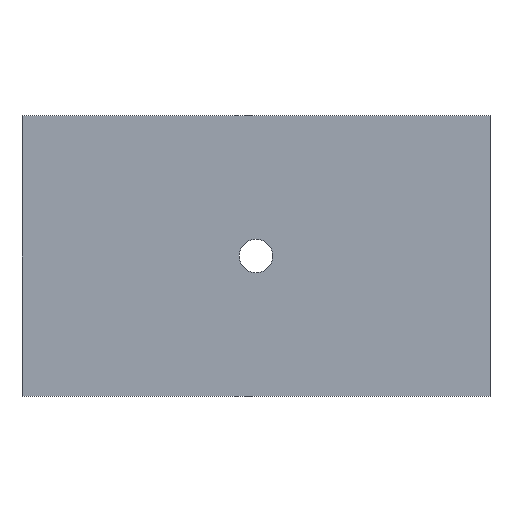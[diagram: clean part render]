
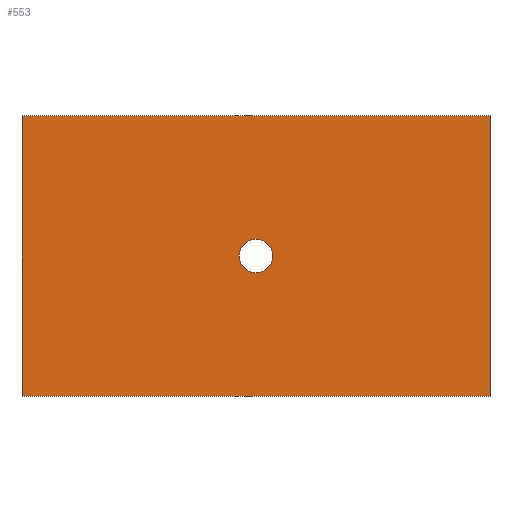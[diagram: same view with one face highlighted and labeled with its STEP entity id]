
A CAD part, front view. The second image highlights one B-rep face of the part: STEP entity #553.
In plain terms, the highlighted planar face has unit normal (0, -1, 0).
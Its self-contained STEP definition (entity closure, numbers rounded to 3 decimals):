
#50 = CARTESIAN_POINT ( 'NONE',  ( 0., 0., -90. ) ) ;
#94 = ORIENTED_EDGE ( 'NONE', *, *, #1269, .F. ) ;
#154 = DIRECTION ( 'NONE',  ( 0., 0., 1. ) ) ;
#250 = CARTESIAN_POINT ( 'NONE',  ( 150., 0., 0. ) ) ;
#280 = EDGE_CURVE ( 'NONE', #1446, #660, #1413, .T. ) ;
#300 = EDGE_CURVE ( 'NONE', #743, #1322, #1124, .T. ) ;
#301 = ORIENTED_EDGE ( 'NONE', *, *, #813, .F. ) ;
#305 = DIRECTION ( 'NONE',  ( 1., 0., 0. ) ) ;
#325 = AXIS2_PLACEMENT_3D ( 'NONE', #1078, #1247, #842 ) ;
#400 = VECTOR ( 'NONE', #857, 1000. ) ;
#442 = CARTESIAN_POINT ( 'NONE',  ( 0., 0., 0. ) ) ;
#447 = DIRECTION ( 'NONE',  ( 0., -1., 0. ) ) ;
#539 = ORIENTED_EDGE ( 'NONE', *, *, #1759, .F. ) ;
#551 = EDGE_LOOP ( 'NONE', ( #742, #539, #301, #94 ) ) ;
#553 = ADVANCED_FACE ( 'NONE', ( #1555, #613 ), #1145, .T. ) ;
#579 = LINE ( 'NONE', #442, #1367 ) ;
#613 = FACE_OUTER_BOUND ( 'NONE', #551, .T. ) ;
#660 = VERTEX_POINT ( 'NONE', #756 ) ;
#680 = CARTESIAN_POINT ( 'NONE',  ( 0., 0., -90. ) ) ;
#687 = DIRECTION ( 'NONE',  ( 0., 0., -1. ) ) ;
#700 = LINE ( 'NONE', #250, #1068 ) ;
#721 = DIRECTION ( 'NONE',  ( 0., 1., 0. ) ) ;
#742 = ORIENTED_EDGE ( 'NONE', *, *, #300, .F. ) ;
#743 = VERTEX_POINT ( 'NONE', #680 ) ;
#756 = CARTESIAN_POINT ( 'NONE',  ( 75., 0., -50.377 ) ) ;
#781 = VERTEX_POINT ( 'NONE', #1101 ) ;
#813 = EDGE_CURVE ( 'NONE', #1056, #781, #700, .T. ) ;
#833 = CARTESIAN_POINT ( 'NONE',  ( 0., 0., 0. ) ) ;
#842 = DIRECTION ( 'NONE',  ( 0., 0., -1. ) ) ;
#857 = DIRECTION ( 'NONE',  ( -1., 0., 0. ) ) ;
#1056 = VERTEX_POINT ( 'NONE', #1740 ) ;
#1059 = CARTESIAN_POINT ( 'NONE',  ( 75., 0., -39.623 ) ) ;
#1068 = VECTOR ( 'NONE', #687, 1000. ) ;
#1078 = CARTESIAN_POINT ( 'NONE',  ( 75., 0., -45. ) ) ;
#1101 = CARTESIAN_POINT ( 'NONE',  ( 150., 0., -90. ) ) ;
#1115 = CARTESIAN_POINT ( 'NONE',  ( 0., 0., 0. ) ) ;
#1124 = LINE ( 'NONE', #1115, #1784 ) ;
#1138 = LINE ( 'NONE', #50, #400 ) ;
#1145 = PLANE ( 'NONE',  #1340 ) ;
#1146 = CARTESIAN_POINT ( 'NONE',  ( 75., 0., -45. ) ) ;
#1153 = DIRECTION ( 'NONE',  ( 0., 0., -1. ) ) ;
#1247 = DIRECTION ( 'NONE',  ( 0., 1., 0. ) ) ;
#1252 = CIRCLE ( 'NONE', #1626, 5.377 ) ;
#1269 = EDGE_CURVE ( 'NONE', #1322, #1056, #579, .T. ) ;
#1277 = DIRECTION ( 'NONE',  ( 0., 0., -1. ) ) ;
#1286 = EDGE_LOOP ( 'NONE', ( #1689, #1596 ) ) ;
#1322 = VERTEX_POINT ( 'NONE', #833 ) ;
#1340 = AXIS2_PLACEMENT_3D ( 'NONE', #1575, #447, #1153 ) ;
#1367 = VECTOR ( 'NONE', #305, 1000. ) ;
#1413 = CIRCLE ( 'NONE', #325, 5.377 ) ;
#1446 = VERTEX_POINT ( 'NONE', #1059 ) ;
#1555 = FACE_BOUND ( 'NONE', #1286, .T. ) ;
#1575 = CARTESIAN_POINT ( 'NONE',  ( 0., 0., 0. ) ) ;
#1596 = ORIENTED_EDGE ( 'NONE', *, *, #1767, .T. ) ;
#1626 = AXIS2_PLACEMENT_3D ( 'NONE', #1146, #721, #1277 ) ;
#1689 = ORIENTED_EDGE ( 'NONE', *, *, #280, .T. ) ;
#1740 = CARTESIAN_POINT ( 'NONE',  ( 150., 0., 0. ) ) ;
#1759 = EDGE_CURVE ( 'NONE', #781, #743, #1138, .T. ) ;
#1767 = EDGE_CURVE ( 'NONE', #660, #1446, #1252, .T. ) ;
#1784 = VECTOR ( 'NONE', #154, 1000. ) ;
